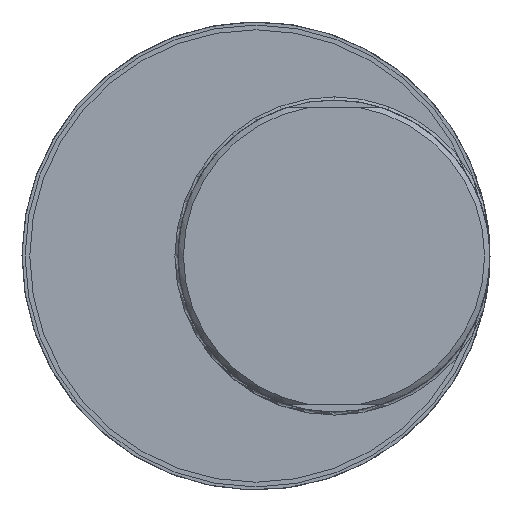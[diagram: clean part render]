
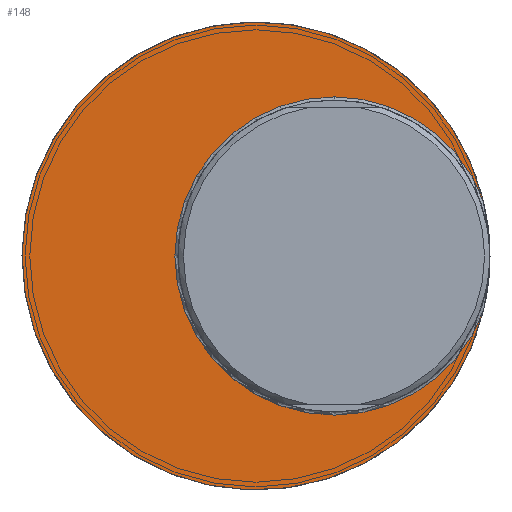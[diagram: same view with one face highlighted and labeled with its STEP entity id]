
A CAD part, left-side view. The second image highlights one B-rep face of the part: STEP entity #148.
In plain terms, the highlighted planar face has unit normal (-1, 0, 0).
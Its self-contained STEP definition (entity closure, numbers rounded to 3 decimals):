
#95=PLANE('',#356);
#148=ADVANCED_FACE('',(#161),#95,.F.);
#161=FACE_OUTER_BOUND('',#187,.T.);
#187=EDGE_LOOP('',(#250,#251));
#205=CIRCLE('',#350,30.);
#207=CIRCLE('',#354,20.4);
#250=ORIENTED_EDGE('',*,*,#317,.F.);
#251=ORIENTED_EDGE('',*,*,#315,.F.);
#287=VERTEX_POINT('',#508);
#288=VERTEX_POINT('',#525);
#315=EDGE_CURVE('',#288,#287,#205,.T.);
#317=EDGE_CURVE('',#287,#288,#207,.T.);
#350=AXIS2_PLACEMENT_3D('',#526,#415,#416);
#354=AXIS2_PLACEMENT_3D('',#531,#423,#424);
#356=AXIS2_PLACEMENT_3D('',#533,#427,#428);
#415=DIRECTION('',(1.,0.,0.));
#416=DIRECTION('',(0.,0.,-1.));
#423=DIRECTION('',(-1.,0.,0.));
#424=DIRECTION('',(0.,0.,-1.));
#427=DIRECTION('',(1.,0.,0.));
#428=DIRECTION('',(0.,0.,-1.));
#508=CARTESIAN_POINT('',(-3.,-29.192,6.916));
#525=CARTESIAN_POINT('',(-3.,-29.192,-6.916));
#526=CARTESIAN_POINT('',(-3.,0.,0.));
#531=CARTESIAN_POINT('',(-3.,-10.,0.));
#533=CARTESIAN_POINT('',(-3.,30.,0.));
